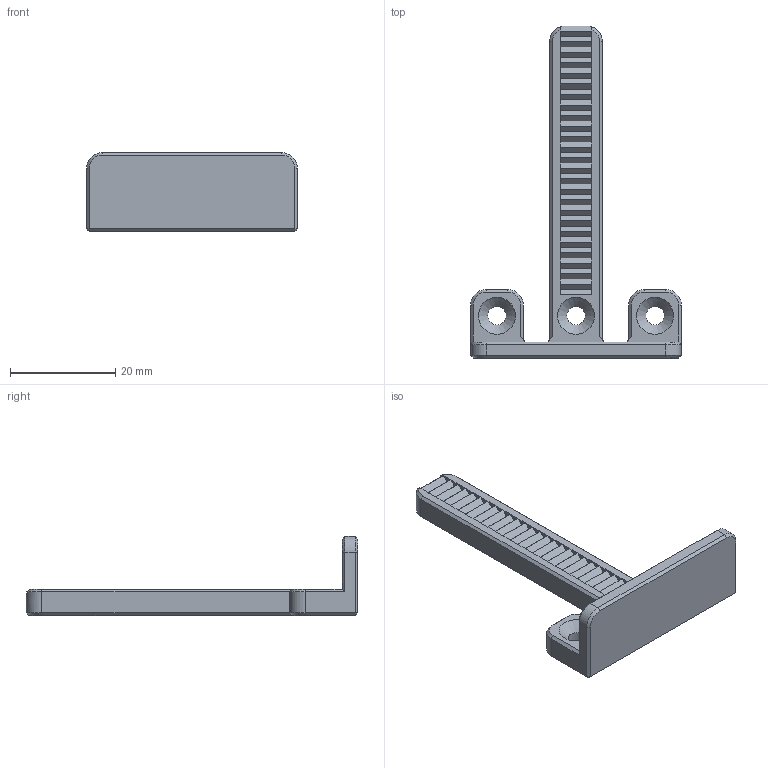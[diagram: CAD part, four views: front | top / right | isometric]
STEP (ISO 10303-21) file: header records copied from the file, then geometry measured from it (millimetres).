
FILE_DESCRIPTION(/* description */ ('','CAx-IF Rec.Pracs.---Representation and Presentation of Product Manufacturing Information (PMI)---4.0---2014-10-13'),/* implementation_level */ '2;1');
FILE_NAME(/* name */ 'MonitorTopMount_Spine.step',/* time_stamp */ '2025-01-16T16:09:18+09:00',/* author */ (''),/* organization */ (''),/* preprocessor_version */ 'ST-DEVELOPER v20',/* originating_system */ 'Autodesk Translation Framework v13.20.0.188',/* authorisation */ '');
FILE_SCHEMA (('AP242_MANAGED_MODEL_BASED_3D_ENGINEERING_MIM_LF { 1 0 10303 442 1 1 4 }'));
Length unit declared in the file: millimetre
Products named in the file (1): 20250115_MonitorTopMount
Bounding box: 40 x 63 x 15 mm (x, y, z)
Volume: 5300.1 mm3; surface area: 3944.1 mm2
Topology: 1 solids, 1 shells, 186 faces, 398 edges, 214 vertices
Faces by surface type: plane 155, cone 20, cylinder 11
Full cylindrical faces by diameter (mm): 3.5 x3
Entity records: 4797 total; most frequent: DIRECTION 814, CARTESIAN_POINT 803, ORIENTED_EDGE 796, EDGE_CURVE 398, LINE 352, VECTOR 352, AXIS2_PLACEMENT_3D 231, VERTEX_POINT 214
